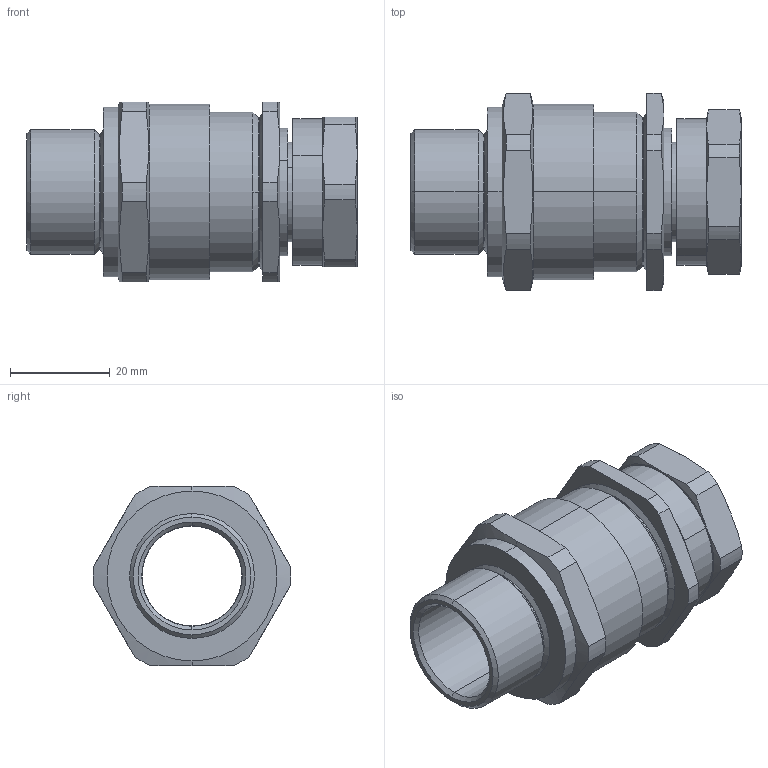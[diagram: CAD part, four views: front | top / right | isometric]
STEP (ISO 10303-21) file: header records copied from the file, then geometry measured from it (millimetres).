
FILE_DESCRIPTION (( 'STEP AP203' ), '1' );
FILE_NAME ('25A2FRC1RA.STEP', '2017-09-22T11:51:57', ( '' ), ( '' ), 'SwSTEP 2.0', 'SolidWorks 2017', '' );
FILE_SCHEMA (( 'CONFIG_CONTROL_DESIGN' ));
Length unit declared in the file: millimetre
Products named in the file (1): 25A2FRC1RA
Bounding box: 66.12 x 39.58 x 36 mm (x, y, z)
Surface area: 15039.7 mm2 (no closed solid volume)
Topology: 0 solids, 4 shells, 107 faces, 258 edges, 160 vertices
Faces by surface type: cylinder 42, cone 36, plane 27, torus 2
Entity records: 3334 total; most frequent: CARTESIAN_POINT 770, DIRECTION 544, ORIENTED_EDGE 500, EDGE_CURVE 258, AXIS2_PLACEMENT_3D 230, VERTEX_POINT 160, CIRCLE 122, EDGE_LOOP 116
